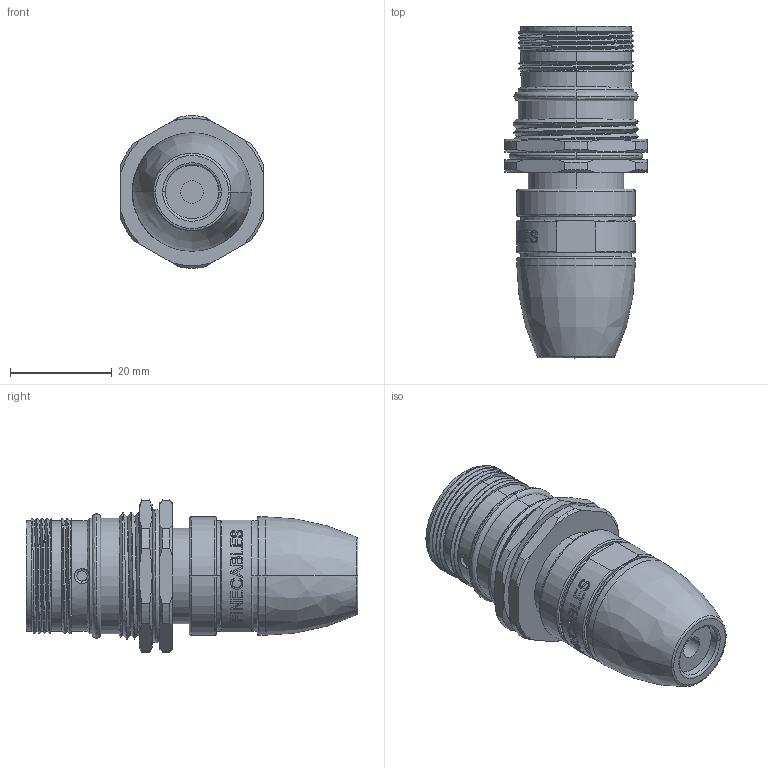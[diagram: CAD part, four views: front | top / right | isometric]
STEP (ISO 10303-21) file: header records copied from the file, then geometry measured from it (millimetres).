
FILE_DESCRIPTION (( 'STEP AP203' ), '1' );
FILE_NAME ('P382.STEP', '2020-04-15T07:20:45', ( 'edpusr' ), ( 'Microsoft' ), 'SwSTEP 2.0', 'SolidWorks 2015', '' );
FILE_SCHEMA (( 'CONFIG_CONTROL_DESIGN' ));
Length unit declared in the file: millimetre
Products named in the file (1): P382
Bounding box: 28 x 65.3 x 30 mm (x, y, z)
Volume: 14054.1 mm3; surface area: 14607.1 mm2
Topology: 4 solids, 4 shells, 386 faces, 949 edges, 617 vertices
Faces by surface type: cylinder 137, plane 115, bspline 101, cone 33
Entity records: 24649 total; most frequent: CARTESIAN_POINT 16038, ORIENTED_EDGE 1898, DIRECTION 1593, EDGE_CURVE 949, AXIS2_PLACEMENT_3D 623, VERTEX_POINT 617, EDGE_LOOP 438, FACE_OUTER_BOUND 386
